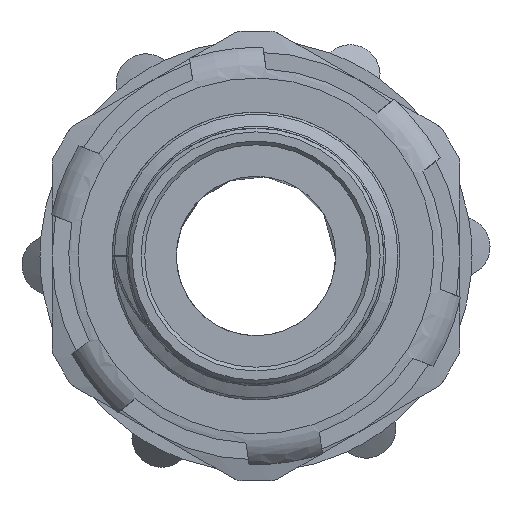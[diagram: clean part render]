
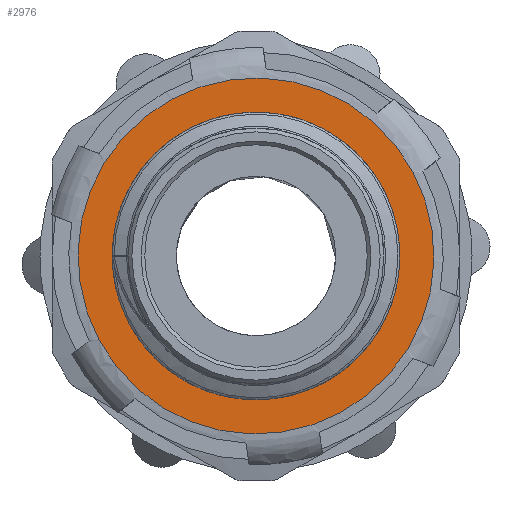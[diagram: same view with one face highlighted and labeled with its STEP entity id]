
A CAD part, front view. The second image highlights one B-rep face of the part: STEP entity #2976.
In plain terms, the highlighted planar face has unit normal (0, -1, 0).
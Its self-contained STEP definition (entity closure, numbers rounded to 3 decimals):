
#152=FACE_BOUND('',#400,.T.);
#163=PLANE('',#3188);
#214=FACE_OUTER_BOUND('',#399,.T.);
#399=EDGE_LOOP('',(#1858));
#400=EDGE_LOOP('',(#1859,#1860,#1861,#1862,#1863));
#582=CIRCLE('',#3176,7.5);
#590=CIRCLE('',#3189,9.6);
#591=CIRCLE('',#3190,7.5);
#727=B_SPLINE_CURVE_WITH_KNOTS('',3,(#4897,#4898,#4899,#4900,#4901,#4902,
#4903,#4904,#4905,#4906,#4907,#4908,#4909,#4910,#4911,#4912,#4913,#4914,
#4915,#4916,#4917,#4918),.UNSPECIFIED.,.F.,.F.,(4,3,3,3,3,3,3,4),(-1.183,
-1.122,-1.068,-1.026,-1.014,
-1.004,-0.944,-0.903),.UNSPECIFIED.);
#728=B_SPLINE_CURVE_WITH_KNOTS('',3,(#4920,#4921,#4922,#4923,#4924,#4925,
#4926,#4927,#4928,#4929,#4930,#4931),.UNSPECIFIED.,.F.,.F.,(4,2,2,2,2,4),
(-0.76,-0.66,-0.541,-0.369,
-0.192,0.),.UNSPECIFIED.);
#729=B_SPLINE_CURVE_WITH_KNOTS('',3,(#4932,#4933,#4934,#4935,#4936,#4937,
#4938,#4939,#4940,#4941,#4942,#4943,#4944,#4945,#4946,#4947),
 .UNSPECIFIED.,.F.,.F.,(4,3,3,3,3,4),(-0.282,-0.221,
-0.16,-0.107,-0.047,0.),
 .UNSPECIFIED.);
#1079=VERTEX_POINT('',#4051);
#1080=VERTEX_POINT('',#4053);
#1100=VERTEX_POINT('',#4893);
#1101=VERTEX_POINT('',#4895);
#1102=VERTEX_POINT('',#4896);
#1103=VERTEX_POINT('',#4919);
#1367=EDGE_CURVE('',#1080,#1079,#582,.T.);
#1391=EDGE_CURVE('',#1100,#1100,#590,.T.);
#1392=EDGE_CURVE('',#1101,#1102,#727,.T.);
#1393=EDGE_CURVE('',#1103,#1101,#728,.T.);
#1394=EDGE_CURVE('',#1080,#1103,#729,.T.);
#1395=EDGE_CURVE('',#1079,#1102,#591,.T.);
#1858=ORIENTED_EDGE('',*,*,#1391,.T.);
#1859=ORIENTED_EDGE('',*,*,#1392,.F.);
#1860=ORIENTED_EDGE('',*,*,#1393,.F.);
#1861=ORIENTED_EDGE('',*,*,#1394,.F.);
#1862=ORIENTED_EDGE('',*,*,#1367,.T.);
#1863=ORIENTED_EDGE('',*,*,#1395,.T.);
#2976=ADVANCED_FACE('',(#214,#152),#163,.T.);
#3176=AXIS2_PLACEMENT_3D('',#4054,#3431,#3432);
#3188=AXIS2_PLACEMENT_3D('',#4892,#3458,#3459);
#3189=AXIS2_PLACEMENT_3D('',#4894,#3460,#3461);
#3190=AXIS2_PLACEMENT_3D('',#4948,#3462,#3463);
#3431=DIRECTION('center_axis',(0.,1.,0.));
#3432=DIRECTION('ref_axis',(-0.989,0.,-0.145));
#3458=DIRECTION('center_axis',(0.,-1.,0.));
#3459=DIRECTION('ref_axis',(-0.145,0.,0.989));
#3460=DIRECTION('center_axis',(0.,-1.,0.));
#3461=DIRECTION('ref_axis',(-0.145,0.,0.989));
#3462=DIRECTION('center_axis',(0.,1.,0.));
#3463=DIRECTION('ref_axis',(-0.989,0.,-0.145));
#4051=CARTESIAN_POINT('',(7.421,5.4,1.088));
#4053=CARTESIAN_POINT('',(-7.38,5.4,-1.33));
#4054=CARTESIAN_POINT('Origin',(0.,5.4,0.));
#4892=CARTESIAN_POINT('Origin',(0.,5.4,0.));
#4893=CARTESIAN_POINT('',(1.392,5.4,-9.499));
#4894=CARTESIAN_POINT('Origin',(0.,5.4,0.));
#4895=CARTESIAN_POINT('',(3.722,5.4,-6.685));
#4896=CARTESIAN_POINT('',(5.771,5.4,-4.791));
#4897=CARTESIAN_POINT('Ctrl Pts',(3.722,5.4,-6.685));
#4898=CARTESIAN_POINT('Ctrl Pts',(3.894,5.4,-6.577));
#4899=CARTESIAN_POINT('Ctrl Pts',(4.061,5.4,-6.462));
#4900=CARTESIAN_POINT('Ctrl Pts',(4.223,5.4,-6.34));
#4901=CARTESIAN_POINT('Ctrl Pts',(4.37,5.4,-6.231));
#4902=CARTESIAN_POINT('Ctrl Pts',(4.513,5.4,-6.116));
#4903=CARTESIAN_POINT('Ctrl Pts',(4.651,5.4,-5.996));
#4904=CARTESIAN_POINT('Ctrl Pts',(4.755,5.4,-5.906));
#4905=CARTESIAN_POINT('Ctrl Pts',(4.856,5.4,-5.814));
#4906=CARTESIAN_POINT('Ctrl Pts',(4.955,5.4,-5.718));
#4907=CARTESIAN_POINT('Ctrl Pts',(4.985,5.4,-5.69));
#4908=CARTESIAN_POINT('Ctrl Pts',(5.013,5.4,-5.662));
#4909=CARTESIAN_POINT('Ctrl Pts',(5.042,5.4,-5.633));
#4910=CARTESIAN_POINT('Ctrl Pts',(5.065,5.4,-5.61));
#4911=CARTESIAN_POINT('Ctrl Pts',(5.089,5.4,-5.587));
#4912=CARTESIAN_POINT('Ctrl Pts',(5.112,5.4,-5.563));
#4913=CARTESIAN_POINT('Ctrl Pts',(5.251,5.4,-5.42));
#4914=CARTESIAN_POINT('Ctrl Pts',(5.385,5.4,-5.272));
#4915=CARTESIAN_POINT('Ctrl Pts',(5.513,5.4,-5.118));
#4916=CARTESIAN_POINT('Ctrl Pts',(5.602,5.4,-5.012));
#4917=CARTESIAN_POINT('Ctrl Pts',(5.688,5.4,-4.903));
#4918=CARTESIAN_POINT('Ctrl Pts',(5.771,5.4,-4.791));
#4919=CARTESIAN_POINT('',(-6.53,5.4,-3.987));
#4920=CARTESIAN_POINT('Ctrl Pts',(-6.53,5.4,-3.987));
#4921=CARTESIAN_POINT('Ctrl Pts',(-6.348,5.4,-4.324));
#4922=CARTESIAN_POINT('Ctrl Pts',(-6.087,5.4,-4.73));
#4923=CARTESIAN_POINT('Ctrl Pts',(-5.293,5.4,-5.657));
#4924=CARTESIAN_POINT('Ctrl Pts',(-4.794,5.4,-6.099));
#4925=CARTESIAN_POINT('Ctrl Pts',(-3.45,5.4,-7.002));
#4926=CARTESIAN_POINT('Ctrl Pts',(-2.559,5.4,-7.379));
#4927=CARTESIAN_POINT('Ctrl Pts',(-0.659,5.4,-7.783));
#4928=CARTESIAN_POINT('Ctrl Pts',(0.338,5.4,-7.796));
#4929=CARTESIAN_POINT('Ctrl Pts',(2.357,5.4,-7.418));
#4930=CARTESIAN_POINT('Ctrl Pts',(3.18,5.4,-7.026));
#4931=CARTESIAN_POINT('Ctrl Pts',(3.722,5.4,-6.685));
#4932=CARTESIAN_POINT('Ctrl Pts',(-7.38,5.4,-1.33));
#4933=CARTESIAN_POINT('Ctrl Pts',(-7.356,5.4,-1.53));
#4934=CARTESIAN_POINT('Ctrl Pts',(-7.323,5.4,-1.728));
#4935=CARTESIAN_POINT('Ctrl Pts',(-7.283,5.4,-1.924));
#4936=CARTESIAN_POINT('Ctrl Pts',(-7.242,5.4,-2.122));
#4937=CARTESIAN_POINT('Ctrl Pts',(-7.193,5.4,-2.318));
#4938=CARTESIAN_POINT('Ctrl Pts',(-7.137,5.4,-2.511));
#4939=CARTESIAN_POINT('Ctrl Pts',(-7.088,5.4,-2.68));
#4940=CARTESIAN_POINT('Ctrl Pts',(-7.033,5.4,-2.847));
#4941=CARTESIAN_POINT('Ctrl Pts',(-6.972,5.4,-3.012));
#4942=CARTESIAN_POINT('Ctrl Pts',(-6.902,5.4,-3.201));
#4943=CARTESIAN_POINT('Ctrl Pts',(-6.824,5.4,-3.387));
#4944=CARTESIAN_POINT('Ctrl Pts',(-6.74,5.4,-3.57));
#4945=CARTESIAN_POINT('Ctrl Pts',(-6.674,5.4,-3.71));
#4946=CARTESIAN_POINT('Ctrl Pts',(-6.604,5.4,-3.85));
#4947=CARTESIAN_POINT('Ctrl Pts',(-6.53,5.4,-3.987));
#4948=CARTESIAN_POINT('Origin',(0.,5.4,0.));
